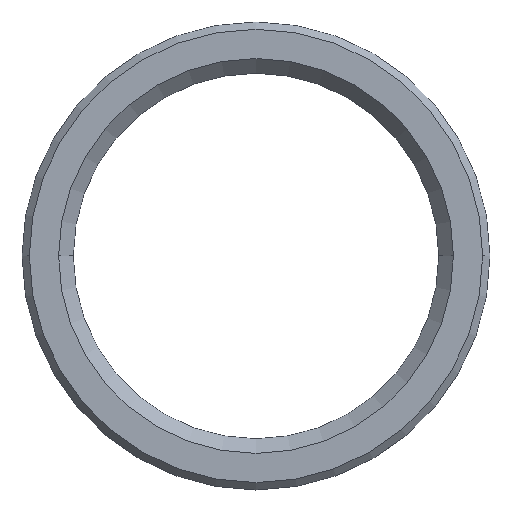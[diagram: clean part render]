
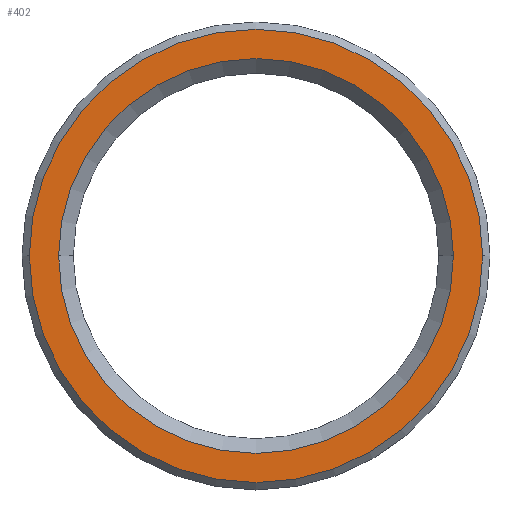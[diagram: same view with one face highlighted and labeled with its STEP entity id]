
A CAD part, top view. The second image highlights one B-rep face of the part: STEP entity #402.
In plain terms, the highlighted planar face has unit normal (0, 0, 1).
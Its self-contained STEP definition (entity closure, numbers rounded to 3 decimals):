
#3 = AXIS2_PLACEMENT_3D ( 'NONE', #179, #404, #214 ) ;
#16 = DIRECTION ( 'NONE',  ( 1., 0., 0. ) ) ;
#23 = AXIS2_PLACEMENT_3D ( 'NONE', #47, #283, #86 ) ;
#25 = CARTESIAN_POINT ( 'NONE',  ( -15.5, 0., 4. ) ) ;
#32 = CIRCLE ( 'NONE', #206, 15.5 ) ;
#47 = CARTESIAN_POINT ( 'NONE',  ( 0., 0., 4. ) ) ;
#63 = ORIENTED_EDGE ( 'NONE', *, *, #353, .T. ) ;
#69 = VERTEX_POINT ( 'NONE', #304 ) ;
#86 = DIRECTION ( 'NONE',  ( 1., 0., 0. ) ) ;
#94 = VERTEX_POINT ( 'NONE', #25 ) ;
#95 = CIRCLE ( 'NONE', #23, 13.5 ) ;
#98 = DIRECTION ( 'NONE',  ( 0., 0., 1. ) ) ;
#108 = CARTESIAN_POINT ( 'NONE',  ( 0., 0., 4. ) ) ;
#157 = AXIS2_PLACEMENT_3D ( 'NONE', #401, #210, #16 ) ;
#168 = DIRECTION ( 'NONE',  ( 0., 0., 1. ) ) ;
#175 = CARTESIAN_POINT ( 'NONE',  ( -13.5, 0., 4. ) ) ;
#179 = CARTESIAN_POINT ( 'NONE',  ( 0., 0., 4. ) ) ;
#193 = EDGE_CURVE ( 'NONE', #226, #202, #363, .T. ) ;
#200 = FACE_BOUND ( 'NONE', #299, .T. ) ;
#202 = VERTEX_POINT ( 'NONE', #175 ) ;
#206 = AXIS2_PLACEMENT_3D ( 'NONE', #294, #98, #325 ) ;
#207 = AXIS2_PLACEMENT_3D ( 'NONE', #108, #168, #393 ) ;
#210 = DIRECTION ( 'NONE',  ( 0., 0., -1. ) ) ;
#213 = EDGE_CURVE ( 'NONE', #94, #69, #32, .T. ) ;
#214 = DIRECTION ( 'NONE',  ( 1., 0., 0. ) ) ;
#226 = VERTEX_POINT ( 'NONE', #287 ) ;
#243 = EDGE_LOOP ( 'NONE', ( #390, #63 ) ) ;
#270 = FACE_OUTER_BOUND ( 'NONE', #243, .T. ) ;
#272 = PLANE ( 'NONE',  #207 ) ;
#275 = ORIENTED_EDGE ( 'NONE', *, *, #370, .T. ) ;
#283 = DIRECTION ( 'NONE',  ( 0., 0., -1. ) ) ;
#287 = CARTESIAN_POINT ( 'NONE',  ( 13.5, 0., 4. ) ) ;
#294 = CARTESIAN_POINT ( 'NONE',  ( 0., 0., 4. ) ) ;
#299 = EDGE_LOOP ( 'NONE', ( #303, #275 ) ) ;
#303 = ORIENTED_EDGE ( 'NONE', *, *, #193, .T. ) ;
#304 = CARTESIAN_POINT ( 'NONE',  ( 15.5, 0., 4. ) ) ;
#325 = DIRECTION ( 'NONE',  ( 1., 0., 0. ) ) ;
#353 = EDGE_CURVE ( 'NONE', #69, #94, #354, .T. ) ;
#354 = CIRCLE ( 'NONE', #3, 15.5 ) ;
#363 = CIRCLE ( 'NONE', #157, 13.5 ) ;
#370 = EDGE_CURVE ( 'NONE', #202, #226, #95, .T. ) ;
#390 = ORIENTED_EDGE ( 'NONE', *, *, #213, .T. ) ;
#393 = DIRECTION ( 'NONE',  ( 1., 0., 0. ) ) ;
#401 = CARTESIAN_POINT ( 'NONE',  ( 0., 0., 4. ) ) ;
#402 = ADVANCED_FACE ( 'NONE', ( #200, #270 ), #272, .T. ) ;
#404 = DIRECTION ( 'NONE',  ( 0., 0., 1. ) ) ;
